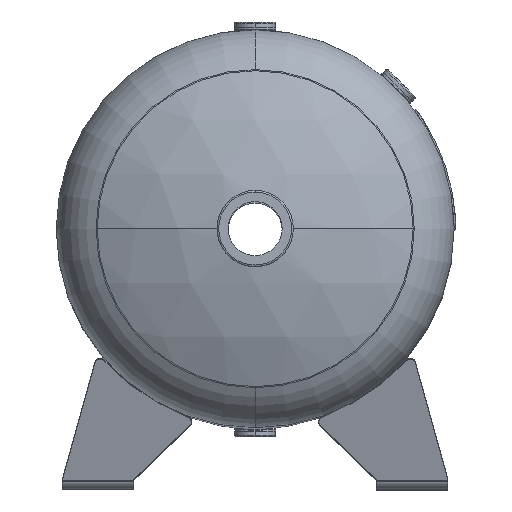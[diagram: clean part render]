
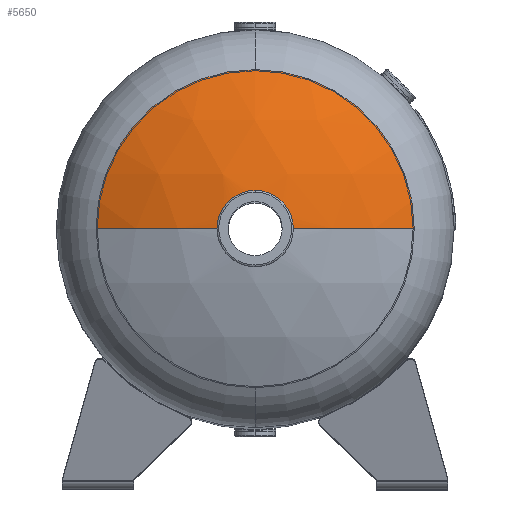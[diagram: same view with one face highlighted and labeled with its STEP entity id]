
A CAD part, top view. The second image highlights one B-rep face of the part: STEP entity #5650.
In plain terms, the highlighted spherical face has radius 320.04 mm.
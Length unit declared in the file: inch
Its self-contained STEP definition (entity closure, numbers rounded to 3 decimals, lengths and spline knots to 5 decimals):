
#334 = CARTESIAN_POINT ( 'NONE',  ( 0., 5.6, 15.18716 ) ) ;
#1524 = CIRCLE ( 'NONE', #1526, 5.6 ) ;
#1525 = CIRCLE ( 'NONE', #1528, 12.6 ) ;
#1526 = AXIS2_PLACEMENT_3D ( 'NONE', #7174, #7175, #7176 ) ;
#1528 = AXIS2_PLACEMENT_3D ( 'NONE', #7177, #7178, #7179 ) ;
#1963 = CARTESIAN_POINT ( 'NONE',  ( 5.6, 0., 15.18716 ) ) ;
#2866 = CARTESIAN_POINT ( 'NONE',  ( -1.22125, 0., 16.44068 ) ) ;
#3738 = ORIENTED_EDGE ( 'NONE', *, *, #5265, .F. ) ;
#3739 = ORIENTED_EDGE ( 'NONE', *, *, #5254, .F. ) ;
#3740 = ORIENTED_EDGE ( 'NONE', *, *, #5353, .T. ) ;
#4086 = VERTEX_POINT ( 'NONE', #334 ) ;
#4101 = VERTEX_POINT ( 'NONE', #1963 ) ;
#4782 = CARTESIAN_POINT ( 'NONE',  ( 0., 0., 3.9 ) ) ;
#4784 = FACE_OUTER_BOUND ( 'NONE', #10871, .T. ) ;
#4790 = SPHERICAL_SURFACE ( 'NONE', #7804, 12.6 ) ;
#4796 = DIRECTION ( 'NONE',  ( 0., -1., 0. ) ) ;
#4798 = DIRECTION ( 'NONE',  ( 1., 0., 0. ) ) ;
#5254 = EDGE_CURVE ( 'NONE', #11131, #6076, #10742, .T. ) ;
#5255 = EDGE_CURVE ( 'NONE', #11133, #4086, #10740, .T. ) ;
#5265 = EDGE_CURVE ( 'NONE', #6076, #11133, #10765, .T. ) ;
#5352 = EDGE_CURVE ( 'NONE', #4086, #4101, #1524, .T. ) ;
#5353 = EDGE_CURVE ( 'NONE', #11131, #4101, #1525, .T. ) ;
#5650 = ADVANCED_FACE ( 'NONE', ( #4784 ), #4790, .T. ) ;
#6076 = VERTEX_POINT ( 'NONE', #2866 ) ;
#7174 = CARTESIAN_POINT ( 'NONE',  ( 0., 0., 15.18716 ) ) ;
#7175 = DIRECTION ( 'NONE',  ( 0., 0., -1. ) ) ;
#7176 = DIRECTION ( 'NONE',  ( 0., 1., 0. ) ) ;
#7177 = CARTESIAN_POINT ( 'NONE',  ( 0., 0., 3.9 ) ) ;
#7178 = DIRECTION ( 'NONE',  ( 0., 1., 0. ) ) ;
#7179 = DIRECTION ( 'NONE',  ( 0., 0., 1. ) ) ;
#7651 = CARTESIAN_POINT ( 'NONE',  ( 1.22125, 0., 16.44068 ) ) ;
#7673 = CARTESIAN_POINT ( 'NONE',  ( -5.6, 0., 15.18716 ) ) ;
#7804 = AXIS2_PLACEMENT_3D ( 'NONE', #4782, #4796, #4798 ) ;
#10222 = CARTESIAN_POINT ( 'NONE',  ( 0., 0., 16.44068 ) ) ;
#10223 = DIRECTION ( 'NONE',  ( 0., 0., 1. ) ) ;
#10224 = DIRECTION ( 'NONE',  ( -1., 0., 0. ) ) ;
#10225 = CARTESIAN_POINT ( 'NONE',  ( 0., 0., 15.18716 ) ) ;
#10226 = DIRECTION ( 'NONE',  ( 0., 0., -1. ) ) ;
#10227 = DIRECTION ( 'NONE',  ( 0., 1., 0. ) ) ;
#10258 = CARTESIAN_POINT ( 'NONE',  ( 0., 0., 3.9 ) ) ;
#10259 = DIRECTION ( 'NONE',  ( 0., -1., 0. ) ) ;
#10260 = DIRECTION ( 'NONE',  ( 1., 0., 0. ) ) ;
#10740 = CIRCLE ( 'NONE', #10747, 5.6 ) ;
#10742 = CIRCLE ( 'NONE', #10745, 1.22125 ) ;
#10745 = AXIS2_PLACEMENT_3D ( 'NONE', #10222, #10223, #10224 ) ;
#10747 = AXIS2_PLACEMENT_3D ( 'NONE', #10225, #10226, #10227 ) ;
#10760 = AXIS2_PLACEMENT_3D ( 'NONE', #10258, #10259, #10260 ) ;
#10765 = CIRCLE ( 'NONE', #10760, 12.6 ) ;
#10866 = ORIENTED_EDGE ( 'NONE', *, *, #5352, .F. ) ;
#10867 = ORIENTED_EDGE ( 'NONE', *, *, #5255, .F. ) ;
#10871 = EDGE_LOOP ( 'NONE', ( #3738, #3739, #3740, #10866, #10867 ) ) ;
#11131 = VERTEX_POINT ( 'NONE', #7651 ) ;
#11133 = VERTEX_POINT ( 'NONE', #7673 ) ;
